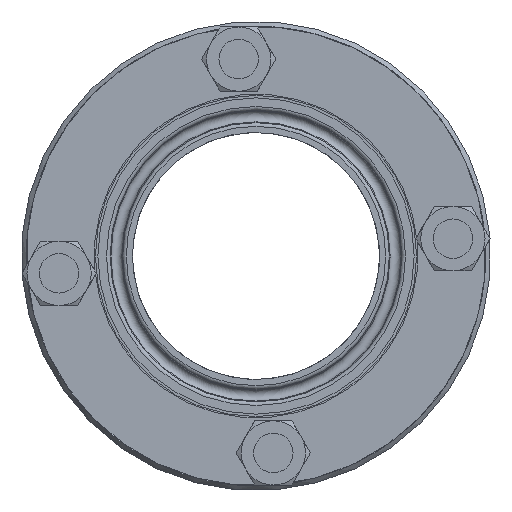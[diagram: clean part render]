
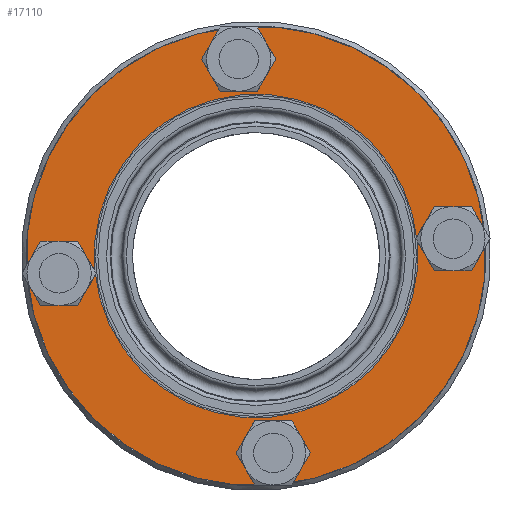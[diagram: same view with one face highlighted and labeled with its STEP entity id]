
A CAD part, left-side view. The second image highlights one B-rep face of the part: STEP entity #17110.
In plain terms, the highlighted planar face has unit normal (1, 0, 0).
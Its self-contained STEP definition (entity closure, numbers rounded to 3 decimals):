
#785=FACE_BOUND('',#3838,.T.);
#786=FACE_BOUND('',#3839,.T.);
#787=FACE_BOUND('',#3840,.T.);
#788=FACE_BOUND('',#3841,.T.);
#789=FACE_BOUND('',#3842,.T.);
#1644=CIRCLE('',#18736,4.);
#1650=CIRCLE('',#18749,4.);
#1656=CIRCLE('',#18762,4.);
#1662=CIRCLE('',#18775,4.);
#1682=CIRCLE('',#18816,46.5);
#1683=CIRCLE('',#18818,32.75);
#2561=FACE_OUTER_BOUND('',#3837,.T.);
#3837=EDGE_LOOP('',(#14621));
#3838=EDGE_LOOP('',(#14622));
#3839=EDGE_LOOP('',(#14623));
#3840=EDGE_LOOP('',(#14624));
#3841=EDGE_LOOP('',(#14625));
#3842=EDGE_LOOP('',(#14626));
#7793=VERTEX_POINT('',#28460);
#7799=VERTEX_POINT('',#28479);
#7805=VERTEX_POINT('',#28498);
#7811=VERTEX_POINT('',#28517);
#7831=VERTEX_POINT('',#28578);
#7832=VERTEX_POINT('',#28581);
#10069=EDGE_CURVE('',#7793,#7793,#1644,.T.);
#10075=EDGE_CURVE('',#7799,#7799,#1650,.T.);
#10081=EDGE_CURVE('',#7805,#7805,#1656,.T.);
#10087=EDGE_CURVE('',#7811,#7811,#1662,.T.);
#10107=EDGE_CURVE('',#7831,#7831,#1682,.T.);
#10108=EDGE_CURVE('',#7832,#7832,#1683,.T.);
#14621=ORIENTED_EDGE('',*,*,#10107,.F.);
#14622=ORIENTED_EDGE('',*,*,#10069,.T.);
#14623=ORIENTED_EDGE('',*,*,#10075,.T.);
#14624=ORIENTED_EDGE('',*,*,#10081,.T.);
#14625=ORIENTED_EDGE('',*,*,#10087,.T.);
#14626=ORIENTED_EDGE('',*,*,#10108,.F.);
#15364=PLANE('',#18817);
#17110=ADVANCED_FACE('',(#2561,#785,#786,#787,#788,#789),#15364,.T.);
#18736=AXIS2_PLACEMENT_3D('',#28461,#23256,#23257);
#18749=AXIS2_PLACEMENT_3D('',#28480,#23282,#23283);
#18762=AXIS2_PLACEMENT_3D('',#28499,#23308,#23309);
#18775=AXIS2_PLACEMENT_3D('',#28518,#23334,#23335);
#18816=AXIS2_PLACEMENT_3D('',#28579,#23416,#23417);
#18817=AXIS2_PLACEMENT_3D('',#28580,#23418,#23419);
#18818=AXIS2_PLACEMENT_3D('',#28582,#23420,#23421);
#23256=DIRECTION('center_axis',(-1.,0.,0.));
#23257=DIRECTION('ref_axis',(0.,0.,
1.));
#23282=DIRECTION('center_axis',(-1.,0.,0.));
#23283=DIRECTION('ref_axis',(0.,0.,
1.));
#23308=DIRECTION('center_axis',(-1.,0.,0.));
#23309=DIRECTION('ref_axis',(0.,0.,
1.));
#23334=DIRECTION('center_axis',(-1.,0.,0.));
#23335=DIRECTION('ref_axis',(0.,0.,
1.));
#23416=DIRECTION('center_axis',(-1.,0.,0.));
#23417=DIRECTION('ref_axis',(0.,0.996,-0.088));
#23418=DIRECTION('center_axis',(1.,0.,0.));
#23419=DIRECTION('ref_axis',(0.,0.088,0.996));
#23420=DIRECTION('center_axis',(1.,0.,0.));
#23421=DIRECTION('ref_axis',(0.,0.088,0.996));
#28460=CARTESIAN_POINT('',(-96.7,39.846,-7.501));
#28461=CARTESIAN_POINT('Origin',(-96.7,39.846,-3.501));
#28479=CARTESIAN_POINT('',(-96.7,-3.501,-43.846));
#28480=CARTESIAN_POINT('Origin',(-96.7,-3.501,-39.846));
#28498=CARTESIAN_POINT('',(-96.7,-39.846,-0.499));
#28499=CARTESIAN_POINT('Origin',(-96.7,-39.846,3.501));
#28517=CARTESIAN_POINT('',(-96.7,3.501,35.846));
#28518=CARTESIAN_POINT('Origin',(-96.7,3.501,39.846));
#28578=CARTESIAN_POINT('',(-96.7,-46.322,4.07));
#28579=CARTESIAN_POINT('Origin',(-96.7,0.,0.));
#28580=CARTESIAN_POINT('Origin',(-96.7,-32.624,2.867));
#28581=CARTESIAN_POINT('',(-96.7,-32.624,2.867));
#28582=CARTESIAN_POINT('Origin',(-96.7,0.,0.));
